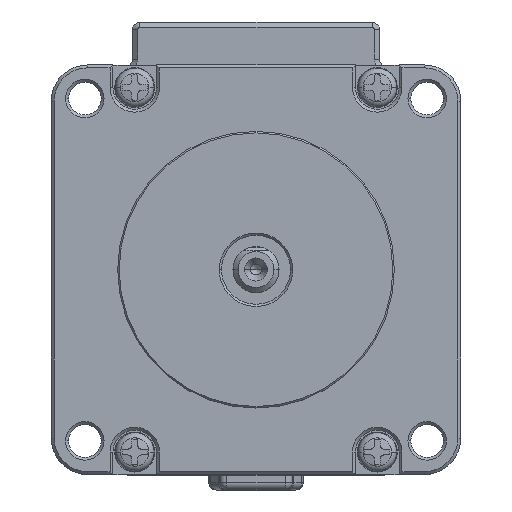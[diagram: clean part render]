
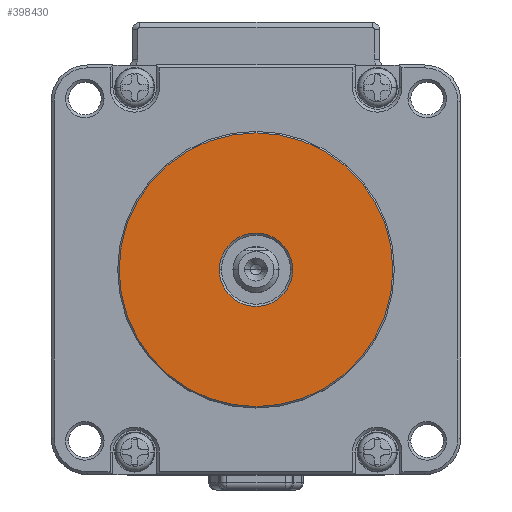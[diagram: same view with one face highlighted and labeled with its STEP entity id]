
A CAD part, top view. The second image highlights one B-rep face of the part: STEP entity #398430.
In plain terms, the highlighted planar face has unit normal (0, 0, -1).
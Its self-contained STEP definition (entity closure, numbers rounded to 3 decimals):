
#142370=CARTESIAN_POINT('',(-5.05,0.,1.6)
);
#142380=VERTEX_POINT('',#142370);
#142410=CARTESIAN_POINT('',(0.,0.,1.6
));
#142420=DIRECTION('',(-0.,-0.,-1.));
#142430=DIRECTION('',(1.,0.,0.));
#142440=AXIS2_PLACEMENT_3D('',#142410,#142420,#142430);
#142450=CIRCLE('',#142440,5.05);
#142460=CARTESIAN_POINT('',(5.05,0.,
1.6));
#142470=VERTEX_POINT('',#142460);
#142480=EDGE_CURVE('',#142470,#142380,#142450,.T.);
#288530=CARTESIAN_POINT('',(-18.85,0.,1.6));
#288540=VERTEX_POINT('',#288530);
#288590=CARTESIAN_POINT('',(0.,0.,
1.6));
#288600=DIRECTION('',(-0.,-0.,1.));
#288610=DIRECTION('',(-1.,0.,-0.));
#288620=AXIS2_PLACEMENT_3D('',#288590,#288600,#288610);
#288630=CIRCLE('',#288620,18.85);
#288640=CARTESIAN_POINT('',(18.85,0.,1.6));
#288650=VERTEX_POINT('',#288640);
#288660=EDGE_CURVE('',#288650,#288540,#288630,.T.);
#398280=CARTESIAN_POINT('',(-19.076,-19.076,1.6));
#398290=DIRECTION('',(0.,0.,1.));
#398300=DIRECTION('',(1.,0.,-0.));
#398310=AXIS2_PLACEMENT_3D('',#398280,#398290,#398300);
#398320=PLANE('',#398310);
#398330=ORIENTED_EDGE('',*,*,#288660,.F.);
#398340=EDGE_CURVE('',#288540,#288650,#288630,.T.);
#398350=ORIENTED_EDGE('',*,*,#398340,.F.);
#398360=EDGE_LOOP('',(#398350,#398330));
#398370=FACE_OUTER_BOUND('',#398360,.T.);
#398380=ORIENTED_EDGE('',*,*,#142480,.F.);
#398390=EDGE_CURVE('',#142380,#142470,#142450,.T.);
#398400=ORIENTED_EDGE('',*,*,#398390,.F.);
#398410=EDGE_LOOP('',(#398400,#398380));
#398420=FACE_BOUND('',#398410,.T.);
#398430=ADVANCED_FACE('',(#398370,#398420),#398320,.F.);
